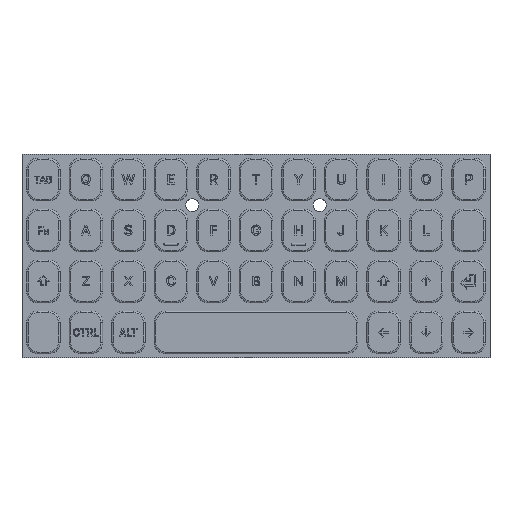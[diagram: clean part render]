
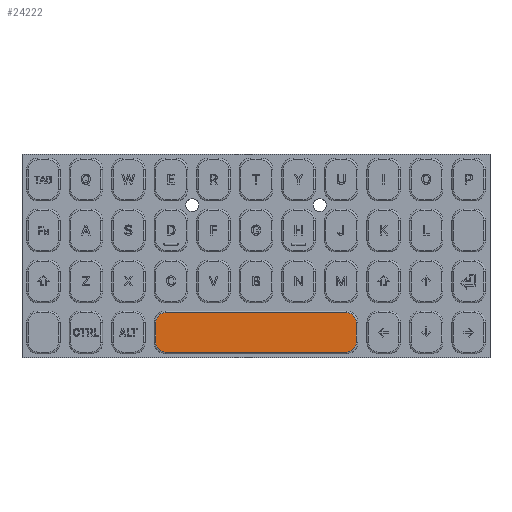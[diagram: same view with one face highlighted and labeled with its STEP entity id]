
A CAD part, top view. The second image highlights one B-rep face of the part: STEP entity #24222.
In plain terms, the highlighted planar face has unit normal (0, 0, 1).
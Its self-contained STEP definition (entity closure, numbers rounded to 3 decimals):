
#1006=PLANE('',#26193);
#2022=LINE('',#36405,#4342);
#2024=LINE('',#36417,#4344);
#2026=LINE('',#36429,#4346);
#2028=LINE('',#36438,#4348);
#4342=VECTOR('',#29573,10.);
#4344=VECTOR('',#29587,10.);
#4346=VECTOR('',#29601,10.);
#4348=VECTOR('',#29613,10.);
#7004=FACE_OUTER_BOUND('',#8510,.T.);
#8510=EDGE_LOOP('',(#17987,#17988,#17989,#17990,#17991,#17992,#17993,#17994));
#10234=CIRCLE('',#26167,1.5);
#10237=CIRCLE('',#26172,1.5);
#10241=CIRCLE('',#26178,1.5);
#10245=CIRCLE('',#26184,1.5);
#11248=VERTEX_POINT('',#36393);
#11251=VERTEX_POINT('',#36398);
#11253=VERTEX_POINT('',#36403);
#11255=VERTEX_POINT('',#36409);
#11257=VERTEX_POINT('',#36415);
#11259=VERTEX_POINT('',#36421);
#11261=VERTEX_POINT('',#36427);
#11263=VERTEX_POINT('',#36433);
#13805=EDGE_CURVE('',#11251,#11248,#10234,.T.);
#13807=EDGE_CURVE('',#11253,#11251,#2022,.T.);
#13810=EDGE_CURVE('',#11255,#11253,#10237,.T.);
#13813=EDGE_CURVE('',#11257,#11255,#2024,.T.);
#13816=EDGE_CURVE('',#11259,#11257,#10241,.T.);
#13819=EDGE_CURVE('',#11261,#11259,#2026,.T.);
#13822=EDGE_CURVE('',#11263,#11261,#10245,.T.);
#13824=EDGE_CURVE('',#11248,#11263,#2028,.T.);
#17987=ORIENTED_EDGE('',*,*,#13805,.F.);
#17988=ORIENTED_EDGE('',*,*,#13807,.F.);
#17989=ORIENTED_EDGE('',*,*,#13810,.F.);
#17990=ORIENTED_EDGE('',*,*,#13813,.F.);
#17991=ORIENTED_EDGE('',*,*,#13816,.F.);
#17992=ORIENTED_EDGE('',*,*,#13819,.F.);
#17993=ORIENTED_EDGE('',*,*,#13822,.F.);
#17994=ORIENTED_EDGE('',*,*,#13824,.F.);
#24222=ADVANCED_FACE('',(#7004),#1006,.T.);
#26167=AXIS2_PLACEMENT_3D('',#36400,#29567,#29568);
#26172=AXIS2_PLACEMENT_3D('',#36411,#29579,#29580);
#26178=AXIS2_PLACEMENT_3D('',#36423,#29593,#29594);
#26184=AXIS2_PLACEMENT_3D('',#36435,#29607,#29608);
#26193=AXIS2_PLACEMENT_3D('',#36458,#29634,#29635);
#29567=DIRECTION('center_axis',(0.,0.,-1.));
#29568=DIRECTION('ref_axis',(-0.707,-0.707,0.));
#29573=DIRECTION('',(-1.,0.,0.));
#29579=DIRECTION('center_axis',(0.,0.,-1.));
#29580=DIRECTION('ref_axis',(0.707,-0.707,0.));
#29587=DIRECTION('',(0.,-1.,0.));
#29593=DIRECTION('center_axis',(0.,0.,-1.));
#29594=DIRECTION('ref_axis',(0.707,0.707,0.));
#29601=DIRECTION('',(1.,0.,0.));
#29607=DIRECTION('center_axis',(0.,0.,-1.));
#29608=DIRECTION('ref_axis',(-0.707,0.707,0.));
#29613=DIRECTION('',(0.,1.,0.));
#29634=DIRECTION('center_axis',(0.,0.,1.));
#29635=DIRECTION('ref_axis',(1.,0.,0.));
#36393=CARTESIAN_POINT('',(-15.55,-13.4,2.5));
#36398=CARTESIAN_POINT('',(-14.05,-14.9,2.5));
#36400=CARTESIAN_POINT('Origin',(-14.05,-13.4,2.5));
#36403=CARTESIAN_POINT('',(14.05,-14.9,2.5));
#36405=CARTESIAN_POINT('',(-7.025,-14.9,2.5));
#36409=CARTESIAN_POINT('',(15.55,-13.4,2.5));
#36411=CARTESIAN_POINT('Origin',(14.05,-13.4,2.5));
#36415=CARTESIAN_POINT('',(15.55,-10.3,2.5));
#36417=CARTESIAN_POINT('',(15.55,-12.625,2.5));
#36421=CARTESIAN_POINT('',(14.05,-8.8,2.5));
#36423=CARTESIAN_POINT('Origin',(14.05,-10.3,2.5));
#36427=CARTESIAN_POINT('',(-14.05,-8.8,2.5));
#36429=CARTESIAN_POINT('',(7.025,-8.8,2.5));
#36433=CARTESIAN_POINT('',(-15.55,-10.3,2.5));
#36435=CARTESIAN_POINT('Origin',(-14.05,-10.3,2.5));
#36438=CARTESIAN_POINT('',(-15.55,-11.075,2.5));
#36458=CARTESIAN_POINT('Origin',(0.,-11.85,
2.5));
